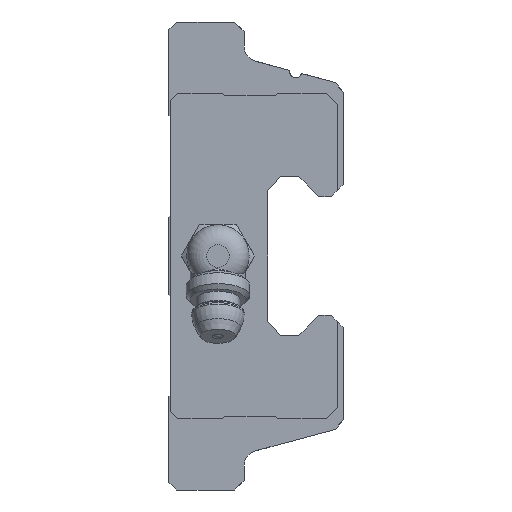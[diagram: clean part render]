
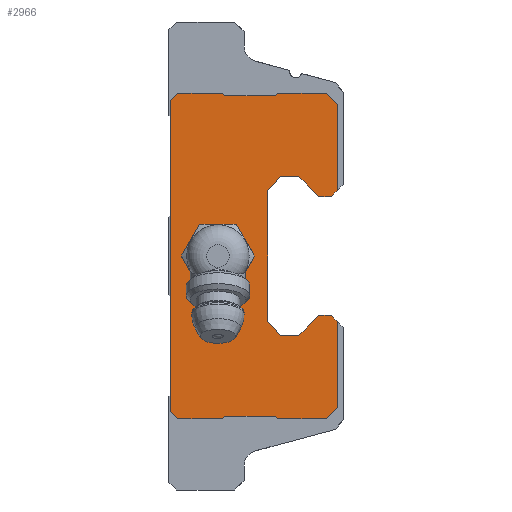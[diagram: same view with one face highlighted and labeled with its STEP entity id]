
A CAD part, left-side view. The second image highlights one B-rep face of the part: STEP entity #2966.
In plain terms, the highlighted planar face has unit normal (-1, 0, 0).
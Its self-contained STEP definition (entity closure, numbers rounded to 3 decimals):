
#743=ORIENTED_EDGE('',*,*,#1302,.F.);
#744=ORIENTED_EDGE('',*,*,#1333,.F.);
#745=ORIENTED_EDGE('',*,*,#1331,.F.);
#746=ORIENTED_EDGE('',*,*,#1329,.F.);
#747=ORIENTED_EDGE('',*,*,#1327,.F.);
#748=ORIENTED_EDGE('',*,*,#1325,.F.);
#749=ORIENTED_EDGE('',*,*,#1323,.F.);
#750=ORIENTED_EDGE('',*,*,#1321,.F.);
#751=ORIENTED_EDGE('',*,*,#1319,.F.);
#752=ORIENTED_EDGE('',*,*,#1317,.F.);
#753=ORIENTED_EDGE('',*,*,#1209,.F.);
#754=ORIENTED_EDGE('',*,*,#1206,.F.);
#755=ORIENTED_EDGE('',*,*,#1203,.F.);
#756=ORIENTED_EDGE('',*,*,#1200,.F.);
#757=ORIENTED_EDGE('',*,*,#1197,.F.);
#758=ORIENTED_EDGE('',*,*,#1194,.F.);
#759=ORIENTED_EDGE('',*,*,#1191,.F.);
#760=ORIENTED_EDGE('',*,*,#1188,.F.);
#761=ORIENTED_EDGE('',*,*,#1185,.F.);
#762=ORIENTED_EDGE('',*,*,#1182,.F.);
#763=ORIENTED_EDGE('',*,*,#1178,.F.);
#764=ORIENTED_EDGE('',*,*,#1316,.F.);
#765=ORIENTED_EDGE('',*,*,#1314,.F.);
#766=ORIENTED_EDGE('',*,*,#1312,.F.);
#767=ORIENTED_EDGE('',*,*,#1310,.F.);
#768=ORIENTED_EDGE('',*,*,#1308,.F.);
#769=ORIENTED_EDGE('',*,*,#1306,.F.);
#770=ORIENTED_EDGE('',*,*,#1304,.F.);
#771=ORIENTED_EDGE('',*,*,#1334,.T.);
#772=ORIENTED_EDGE('',*,*,#1335,.T.);
#773=ORIENTED_EDGE('',*,*,#1336,.T.);
#774=ORIENTED_EDGE('',*,*,#1337,.T.);
#775=ORIENTED_EDGE('',*,*,#1338,.T.);
#776=ORIENTED_EDGE('',*,*,#1339,.T.);
#1178=EDGE_CURVE('',#1559,#1560,#1827,.T.);
#1182=EDGE_CURVE('',#1560,#1563,#1831,.T.);
#1185=EDGE_CURVE('',#1563,#1565,#1834,.T.);
#1188=EDGE_CURVE('',#1565,#1567,#1837,.T.);
#1191=EDGE_CURVE('',#1567,#1569,#1840,.T.);
#1194=EDGE_CURVE('',#1569,#1571,#1843,.T.);
#1197=EDGE_CURVE('',#1571,#1573,#1846,.T.);
#1200=EDGE_CURVE('',#1573,#1575,#1849,.T.);
#1203=EDGE_CURVE('',#1575,#1577,#1852,.T.);
#1206=EDGE_CURVE('',#1577,#1579,#1855,.T.);
#1209=EDGE_CURVE('',#1579,#1581,#1858,.T.);
#1302=EDGE_CURVE('',#1627,#1628,#1946,.T.);
#1304=EDGE_CURVE('',#1628,#1629,#1948,.T.);
#1306=EDGE_CURVE('',#1629,#1630,#1950,.T.);
#1308=EDGE_CURVE('',#1630,#1631,#1952,.T.);
#1310=EDGE_CURVE('',#1631,#1632,#1954,.T.);
#1312=EDGE_CURVE('',#1632,#1633,#1956,.T.);
#1314=EDGE_CURVE('',#1633,#1634,#1958,.T.);
#1316=EDGE_CURVE('',#1634,#1559,#1960,.T.);
#1317=EDGE_CURVE('',#1581,#1635,#1961,.T.);
#1319=EDGE_CURVE('',#1635,#1636,#1963,.T.);
#1321=EDGE_CURVE('',#1636,#1637,#1965,.T.);
#1323=EDGE_CURVE('',#1637,#1638,#1967,.T.);
#1325=EDGE_CURVE('',#1638,#1639,#1969,.T.);
#1327=EDGE_CURVE('',#1639,#1640,#1971,.T.);
#1329=EDGE_CURVE('',#1640,#1641,#1973,.T.);
#1331=EDGE_CURVE('',#1641,#1642,#1975,.T.);
#1333=EDGE_CURVE('',#1642,#1627,#1977,.T.);
#1334=EDGE_CURVE('',#1643,#1644,#1978,.T.);
#1335=EDGE_CURVE('',#1644,#1645,#1979,.T.);
#1336=EDGE_CURVE('',#1645,#1646,#1980,.T.);
#1337=EDGE_CURVE('',#1646,#1647,#1981,.T.);
#1338=EDGE_CURVE('',#1647,#1648,#1982,.T.);
#1339=EDGE_CURVE('',#1648,#1643,#1983,.T.);
#1559=VERTEX_POINT('',#4519);
#1560=VERTEX_POINT('',#4521);
#1563=VERTEX_POINT('',#4529);
#1565=VERTEX_POINT('',#4535);
#1567=VERTEX_POINT('',#4541);
#1569=VERTEX_POINT('',#4547);
#1571=VERTEX_POINT('',#4553);
#1573=VERTEX_POINT('',#4559);
#1575=VERTEX_POINT('',#4565);
#1577=VERTEX_POINT('',#4571);
#1579=VERTEX_POINT('',#4577);
#1581=VERTEX_POINT('',#4583);
#1627=VERTEX_POINT('',#4761);
#1628=VERTEX_POINT('',#4763);
#1629=VERTEX_POINT('',#4767);
#1630=VERTEX_POINT('',#4771);
#1631=VERTEX_POINT('',#4775);
#1632=VERTEX_POINT('',#4779);
#1633=VERTEX_POINT('',#4783);
#1634=VERTEX_POINT('',#4787);
#1635=VERTEX_POINT('',#4793);
#1636=VERTEX_POINT('',#4797);
#1637=VERTEX_POINT('',#4801);
#1638=VERTEX_POINT('',#4805);
#1639=VERTEX_POINT('',#4809);
#1640=VERTEX_POINT('',#4813);
#1641=VERTEX_POINT('',#4817);
#1642=VERTEX_POINT('',#4821);
#1643=VERTEX_POINT('',#4827);
#1644=VERTEX_POINT('',#4828);
#1645=VERTEX_POINT('',#4830);
#1646=VERTEX_POINT('',#4832);
#1647=VERTEX_POINT('',#4834);
#1648=VERTEX_POINT('',#4836);
#1827=LINE('',#4520,#2157);
#1831=LINE('',#4528,#2161);
#1834=LINE('',#4534,#2164);
#1837=LINE('',#4540,#2167);
#1840=LINE('',#4546,#2170);
#1843=LINE('',#4552,#2173);
#1846=LINE('',#4558,#2176);
#1849=LINE('',#4564,#2179);
#1852=LINE('',#4570,#2182);
#1855=LINE('',#4576,#2185);
#1858=LINE('',#4582,#2188);
#1946=LINE('',#4762,#2276);
#1948=LINE('',#4766,#2278);
#1950=LINE('',#4770,#2280);
#1952=LINE('',#4774,#2282);
#1954=LINE('',#4778,#2284);
#1956=LINE('',#4782,#2286);
#1958=LINE('',#4786,#2288);
#1960=LINE('',#4790,#2290);
#1961=LINE('',#4792,#2291);
#1963=LINE('',#4796,#2293);
#1965=LINE('',#4800,#2295);
#1967=LINE('',#4804,#2297);
#1969=LINE('',#4808,#2299);
#1971=LINE('',#4812,#2301);
#1973=LINE('',#4816,#2303);
#1975=LINE('',#4820,#2305);
#1977=LINE('',#4824,#2307);
#1978=LINE('',#4826,#2308);
#1979=LINE('',#4829,#2309);
#1980=LINE('',#4831,#2310);
#1981=LINE('',#4833,#2311);
#1982=LINE('',#4835,#2312);
#1983=LINE('',#4837,#2313);
#2157=VECTOR('',#3582,1000.);
#2161=VECTOR('',#3588,1000.);
#2164=VECTOR('',#3593,1000.);
#2167=VECTOR('',#3598,1000.);
#2170=VECTOR('',#3603,1000.);
#2173=VECTOR('',#3608,1000.);
#2176=VECTOR('',#3613,1000.);
#2179=VECTOR('',#3618,1000.);
#2182=VECTOR('',#3623,1000.);
#2185=VECTOR('',#3628,1000.);
#2188=VECTOR('',#3633,1000.);
#2276=VECTOR('',#3811,1000.);
#2278=VECTOR('',#3815,1000.);
#2280=VECTOR('',#3819,1000.);
#2282=VECTOR('',#3823,1000.);
#2284=VECTOR('',#3827,1000.);
#2286=VECTOR('',#3831,1000.);
#2288=VECTOR('',#3835,1000.);
#2290=VECTOR('',#3839,1000.);
#2291=VECTOR('',#3842,1000.);
#2293=VECTOR('',#3846,1000.);
#2295=VECTOR('',#3850,1000.);
#2297=VECTOR('',#3854,1000.);
#2299=VECTOR('',#3858,1000.);
#2301=VECTOR('',#3862,1000.);
#2303=VECTOR('',#3866,1000.);
#2305=VECTOR('',#3870,1000.);
#2307=VECTOR('',#3874,1000.);
#2308=VECTOR('',#3877,1000.);
#2309=VECTOR('',#3878,1000.);
#2310=VECTOR('',#3879,1000.);
#2311=VECTOR('',#3880,1000.);
#2312=VECTOR('',#3881,1000.);
#2313=VECTOR('',#3882,1000.);
#2460=EDGE_LOOP('',(#743,#744,#745,#746,#747,#748,#749,#750,#751,#752,#753,
#754,#755,#756,#757,#758,#759,#760,#761,#762,#763,#764,#765,#766,#767,#768,
#769,#770));
#2461=EDGE_LOOP('',(#771,#772,#773,#774,#775,#776));
#2655=FACE_BOUND('',#2460,.T.);
#2656=FACE_BOUND('',#2461,.T.);
#2829=PLANE('',#3189);
#2966=ADVANCED_FACE('',(#2655,#2656),#2829,.F.);
#3189=AXIS2_PLACEMENT_3D('',#4825,#3875,#3876);
#3582=DIRECTION('',(0.,0.707,-0.707));
#3588=DIRECTION('',(0.,1.,0.));
#3593=DIRECTION('',(0.,0.707,0.707));
#3598=DIRECTION('',(0.,1.,0.));
#3603=DIRECTION('',(0.,0.664,-0.747));
#3608=DIRECTION('',(0.,0.,-1.));
#3613=DIRECTION('',(0.,-0.664,-0.747));
#3618=DIRECTION('',(0.,-1.,0.));
#3623=DIRECTION('',(0.,-0.707,0.707));
#3628=DIRECTION('',(0.,-1.,0.));
#3633=DIRECTION('',(0.,-0.707,-0.707));
#3811=DIRECTION('',(0.,-0.707,0.707));
#3815=DIRECTION('',(0.,-1.,0.));
#3819=DIRECTION('',(0.,-0.707,-0.707));
#3823=DIRECTION('',(0.,-1.,0.));
#3827=DIRECTION('',(0.,-0.707,0.707));
#3831=DIRECTION('',(0.,-1.,0.));
#3835=DIRECTION('',(0.,-0.707,-0.707));
#3839=DIRECTION('',(0.,0.,-1.));
#3842=DIRECTION('',(0.,0.,-1.));
#3846=DIRECTION('',(0.,0.707,-0.707));
#3850=DIRECTION('',(0.,1.,0.));
#3854=DIRECTION('',(0.,0.707,0.707));
#3858=DIRECTION('',(0.,1.,0.));
#3862=DIRECTION('',(0.,0.707,-0.707));
#3866=DIRECTION('',(0.,1.,0.));
#3870=DIRECTION('',(0.,0.707,0.707));
#3874=DIRECTION('',(0.,0.,1.));
#3875=DIRECTION('',(1.,0.,0.));
#3876=DIRECTION('',(0.,0.,-1.));
#3877=DIRECTION('',(0.,1.,0.));
#3878=DIRECTION('',(0.,0.5,0.866));
#3879=DIRECTION('',(0.,-0.5,0.866));
#3880=DIRECTION('',(0.,-1.,0.));
#3881=DIRECTION('',(0.,-0.5,-0.866));
#3882=DIRECTION('',(0.,0.5,-0.866));
#4519=CARTESIAN_POINT('',(-32.45,-21.25,8.25));
#4520=CARTESIAN_POINT('',(-32.45,-21.25,8.25));
#4521=CARTESIAN_POINT('',(-32.45,-20.5,7.5));
#4528=CARTESIAN_POINT('',(-32.45,-20.5,7.5));
#4529=CARTESIAN_POINT('',(-32.45,-18.9,7.5));
#4534=CARTESIAN_POINT('',(-32.45,-18.9,7.5));
#4535=CARTESIAN_POINT('',(-32.45,-16.4,10.));
#4540=CARTESIAN_POINT('',(-32.45,-16.4,10.));
#4541=CARTESIAN_POINT('',(-32.45,-14.1,10.));
#4546=CARTESIAN_POINT('',(-32.45,-14.1,10.));
#4547=CARTESIAN_POINT('',(-32.45,-12.5,8.2));
#4552=CARTESIAN_POINT('',(-32.45,-12.5,8.2));
#4553=CARTESIAN_POINT('',(-32.45,-12.5,-8.2));
#4558=CARTESIAN_POINT('',(-32.45,-12.5,-8.2));
#4559=CARTESIAN_POINT('',(-32.45,-14.1,-10.));
#4564=CARTESIAN_POINT('',(-32.45,-14.1,-10.));
#4565=CARTESIAN_POINT('',(-32.45,-16.4,-10.));
#4570=CARTESIAN_POINT('',(-32.45,-16.4,-10.));
#4571=CARTESIAN_POINT('',(-32.45,-18.9,-7.5));
#4576=CARTESIAN_POINT('',(-32.45,-18.9,-7.5));
#4577=CARTESIAN_POINT('',(-32.45,-20.5,-7.5));
#4582=CARTESIAN_POINT('',(-32.45,-20.5,-7.5));
#4583=CARTESIAN_POINT('',(-32.45,-21.25,-8.25));
#4761=CARTESIAN_POINT('',(-32.45,-0.25,19.6));
#4762=CARTESIAN_POINT('',(-32.45,-0.25,19.6));
#4763=CARTESIAN_POINT('',(-32.45,-1.15,20.5));
#4766=CARTESIAN_POINT('',(-32.45,-1.15,20.5));
#4767=CARTESIAN_POINT('',(-32.45,-6.75,20.5));
#4770=CARTESIAN_POINT('',(-32.45,-6.75,20.5));
#4771=CARTESIAN_POINT('',(-32.45,-7.05,20.2));
#4774=CARTESIAN_POINT('',(-32.45,-7.05,20.2));
#4775=CARTESIAN_POINT('',(-32.45,-13.45,20.2));
#4778=CARTESIAN_POINT('',(-32.45,-13.45,20.2));
#4779=CARTESIAN_POINT('',(-32.45,-13.75,20.5));
#4782=CARTESIAN_POINT('',(-32.45,-13.75,20.5));
#4783=CARTESIAN_POINT('',(-32.45,-19.85,20.5));
#4786=CARTESIAN_POINT('',(-32.45,-19.85,20.5));
#4787=CARTESIAN_POINT('',(-32.45,-21.25,19.1));
#4790=CARTESIAN_POINT('',(-32.45,-21.25,19.1));
#4792=CARTESIAN_POINT('',(-32.45,-21.25,-8.25));
#4793=CARTESIAN_POINT('',(-32.45,-21.25,-19.1));
#4796=CARTESIAN_POINT('',(-32.45,-21.25,-19.1));
#4797=CARTESIAN_POINT('',(-32.45,-19.85,-20.5));
#4800=CARTESIAN_POINT('',(-32.45,-19.85,-20.5));
#4801=CARTESIAN_POINT('',(-32.45,-13.75,-20.5));
#4804=CARTESIAN_POINT('',(-32.45,-13.75,-20.5));
#4805=CARTESIAN_POINT('',(-32.45,-13.45,-20.2));
#4808=CARTESIAN_POINT('',(-32.45,-13.45,-20.2));
#4809=CARTESIAN_POINT('',(-32.45,-7.05,-20.2));
#4812=CARTESIAN_POINT('',(-32.45,-7.05,-20.2));
#4813=CARTESIAN_POINT('',(-32.45,-6.75,-20.5));
#4816=CARTESIAN_POINT('',(-32.45,-6.75,-20.5));
#4817=CARTESIAN_POINT('',(-32.45,-1.15,-20.5));
#4820=CARTESIAN_POINT('',(-32.45,-1.15,-20.5));
#4821=CARTESIAN_POINT('',(-32.45,-0.25,-19.6));
#4824=CARTESIAN_POINT('',(-32.45,-0.25,-19.6));
#4825=CARTESIAN_POINT('',(-32.45,0.,0.));
#4826=CARTESIAN_POINT('',(-32.45,-8.509,-4.));
#4827=CARTESIAN_POINT('',(-32.45,-8.509,-4.));
#4828=CARTESIAN_POINT('',(-32.45,-3.891,-4.));
#4829=CARTESIAN_POINT('',(-32.45,-3.891,-4.));
#4830=CARTESIAN_POINT('',(-32.45,-1.581,0.));
#4831=CARTESIAN_POINT('',(-32.45,-1.581,0.));
#4832=CARTESIAN_POINT('',(-32.45,-3.891,4.));
#4833=CARTESIAN_POINT('',(-32.45,-3.891,4.));
#4834=CARTESIAN_POINT('',(-32.45,-8.509,4.));
#4835=CARTESIAN_POINT('',(-32.45,-8.509,4.));
#4836=CARTESIAN_POINT('',(-32.45,-10.819,0.));
#4837=CARTESIAN_POINT('',(-32.45,-10.819,0.));
